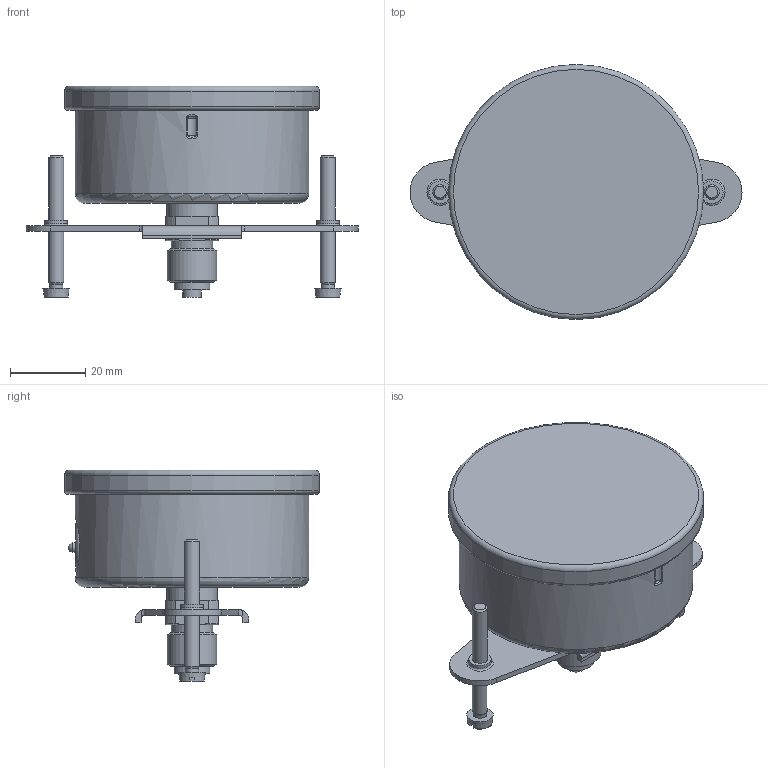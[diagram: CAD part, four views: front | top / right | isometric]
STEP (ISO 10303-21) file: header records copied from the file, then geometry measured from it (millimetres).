
FILE_DESCRIPTION(/* description */ (''),/* implementation_level */ '2;1');
FILE_NAME(/* name */ 'RF63Gly_D751_851XX751.stp',/* time_stamp */ '2018-01-19T11:29:35+01:00',/* author */ ('acgl'),/* organization */ (''),/* preprocessor_version */ 'ST-DEVELOPER v15.6',/* originating_system */ 'Autodesk Inventor 2015',/* authorisation */ '');
FILE_SCHEMA (('AUTOMOTIVE_DESIGN { 1 0 10303 214 3 1 1 }'));
Length unit declared in the file: centimetre
Products named in the file (1): RF63Gly_D751_851XX751
Bounding box: 88 x 67.6 x 56.1 mm (x, y, z)
Volume: 103810.4 mm3; surface area: 19075.1 mm2
Topology: 1 solids, 1 shells, 174 faces, 399 edges, 246 vertices
Faces by surface type: cylinder 65, plane 59, torus 16, bspline 13, cone 12, sphere 9
Full cylindrical faces by diameter (mm): 2.5 x1, 3.571 x2, 4 x4, 5 x1, 6 x2, 9.5 x1, 11 x1, 13.16 x1, 13.5 x1, 62 x1, 67.6 x1
Entity records: 5518 total; most frequent: CARTESIAN_POINT 1590, DIRECTION 796, ORIENTED_EDGE 704, EDGE_CURVE 352, AXIS2_PLACEMENT_3D 332, VERTEX_POINT 232, EDGE_LOOP 226, STYLED_ITEM 175
